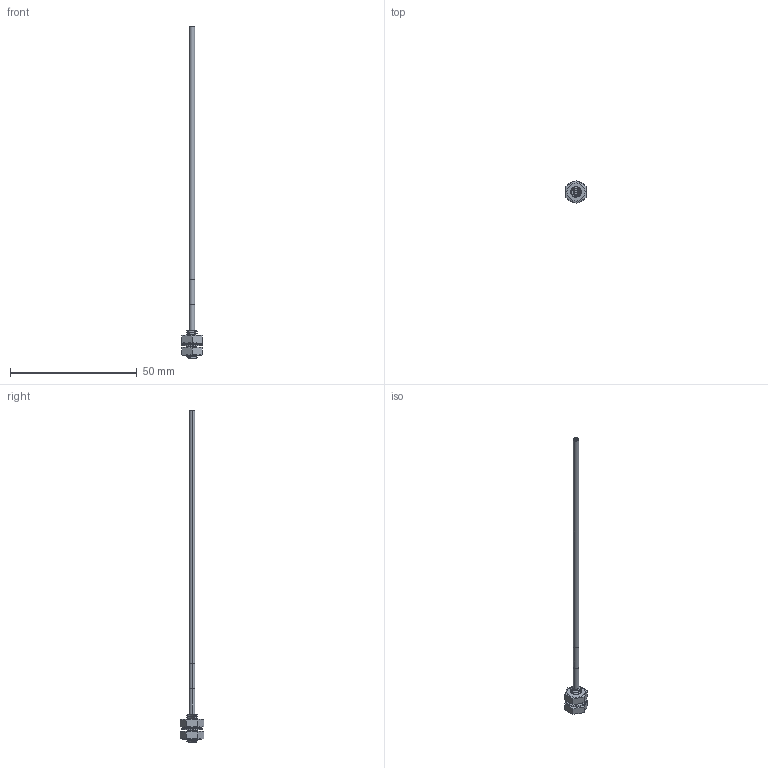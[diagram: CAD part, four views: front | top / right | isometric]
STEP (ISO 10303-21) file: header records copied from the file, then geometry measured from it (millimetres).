
FILE_DESCRIPTION((''),'2;1');
FILE_NAME('192774_ASM','2016-02-09T',('pdmadmin'),(''),'PRO/ENGINEER BY PARAMETRIC TECHNOLOGY CORPORATION, 2013230','PRO/ENGINEER BY PARAMETRIC TECHNOLOGY CORPORATION, 2013230','');
FILE_SCHEMA(('CONFIG_CONTROL_DESIGN'));
Length unit declared in the file: inch
Products named in the file (7): 39470; 51022; 13024; 09268; CORE__040__05_INCH; 61175_ASM; 192774_ASM
Assembly tree (7 placements, depth 3):
  192774_ASM
    61175_ASM
      39470
      51022
      13024
      09268  x2
      CORE__040__05_INCH
Bounding box: 8.64 x 9.17 x 131 mm (x, y, z)
Volume: 818 mm3; surface area: 2039.1 mm2
Topology: 6 solids, 7 shells, 127 faces, 329 edges, 214 vertices
Faces by surface type: cylinder 63, plane 40, bspline 14, cone 10
Entity records: 6769 total; most frequent: CARTESIAN_POINT 3948, ORIENTED_EDGE 582, DIRECTION 518, EDGE_CURVE 293, AXIS2_PLACEMENT_3D 195, VERTEX_POINT 190, VECTOR 128, LINE 128
